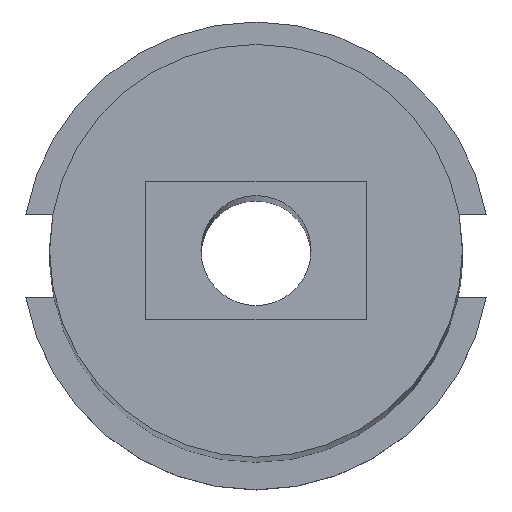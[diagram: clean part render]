
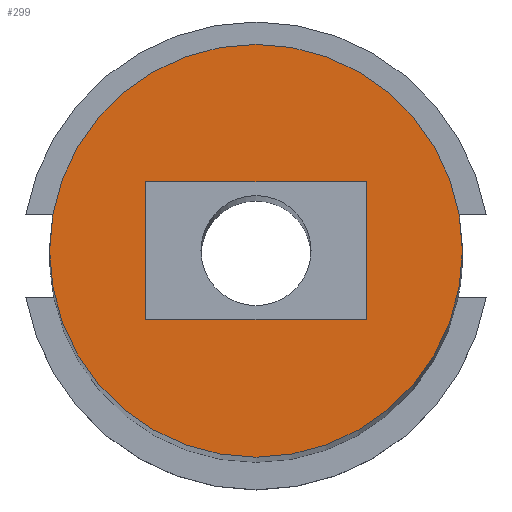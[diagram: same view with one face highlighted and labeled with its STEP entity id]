
A CAD part, top view. The second image highlights one B-rep face of the part: STEP entity #299.
In plain terms, the highlighted planar face has unit normal (0, 0, 1).
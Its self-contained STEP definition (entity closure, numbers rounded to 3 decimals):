
#15=FACE_BOUND('',#50,.T.);
#18=PLANE('',#336);
#32=FACE_OUTER_BOUND('',#49,.T.);
#49=EDGE_LOOP('',(#222));
#50=EDGE_LOOP('',(#223,#224,#225,#226));
#73=LINE('',#474,#103);
#74=LINE('',#476,#104);
#75=LINE('',#478,#105);
#76=LINE('',#479,#106);
#103=VECTOR('',#381,1000.);
#104=VECTOR('',#382,1000.);
#105=VECTOR('',#383,1000.);
#106=VECTOR('',#384,1000.);
#131=CIRCLE('',#333,7.5);
#146=VERTEX_POINT('',#461);
#150=VERTEX_POINT('',#472);
#151=VERTEX_POINT('',#473);
#152=VERTEX_POINT('',#475);
#153=VERTEX_POINT('',#477);
#174=EDGE_CURVE('',#146,#146,#131,.T.);
#179=EDGE_CURVE('',#150,#151,#73,.T.);
#180=EDGE_CURVE('',#152,#150,#74,.T.);
#181=EDGE_CURVE('',#153,#152,#75,.T.);
#182=EDGE_CURVE('',#151,#153,#76,.T.);
#222=ORIENTED_EDGE('',*,*,#174,.T.);
#223=ORIENTED_EDGE('',*,*,#179,.F.);
#224=ORIENTED_EDGE('',*,*,#180,.F.);
#225=ORIENTED_EDGE('',*,*,#181,.F.);
#226=ORIENTED_EDGE('',*,*,#182,.F.);
#299=ADVANCED_FACE('',(#32,#15),#18,.T.);
#333=AXIS2_PLACEMENT_3D('',#463,#371,#372);
#336=AXIS2_PLACEMENT_3D('',#471,#379,#380);
#371=DIRECTION('center_axis',(0.,0.,1.));
#372=DIRECTION('ref_axis',(1.,0.,0.));
#379=DIRECTION('center_axis',(0.,0.,1.));
#380=DIRECTION('ref_axis',(1.,0.,0.));
#381=DIRECTION('',(1.,0.,0.));
#382=DIRECTION('',(0.,-1.,0.));
#383=DIRECTION('',(-1.,0.,0.));
#384=DIRECTION('',(0.,1.,0.));
#461=CARTESIAN_POINT('',(7.5,0.,70.));
#463=CARTESIAN_POINT('Origin',(0.,0.,70.));
#471=CARTESIAN_POINT('Origin',(0.,0.,70.));
#472=CARTESIAN_POINT('',(-4.,-2.5,70.));
#473=CARTESIAN_POINT('',(4.,-2.5,70.));
#474=CARTESIAN_POINT('',(-4.,-2.5,70.));
#475=CARTESIAN_POINT('',(-4.,2.5,70.));
#476=CARTESIAN_POINT('',(-4.,2.5,70.));
#477=CARTESIAN_POINT('',(4.,2.5,70.));
#478=CARTESIAN_POINT('',(-4.,2.5,70.));
#479=CARTESIAN_POINT('',(4.,2.5,70.));
